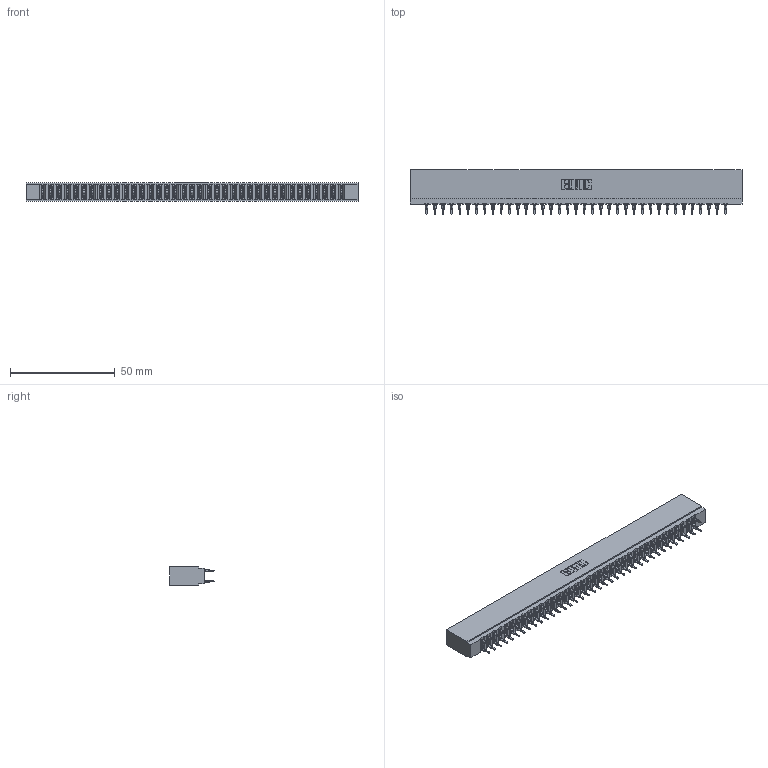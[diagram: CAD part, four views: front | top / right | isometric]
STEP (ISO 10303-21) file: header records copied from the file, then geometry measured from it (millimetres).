
FILE_DESCRIPTION (( 'STEP AP203' ), '1' );
FILE_NAME ('737-074-560-201.STEP', '2020-09-11T07:42:18', ( '' ), ( '' ), 'SwSTEP 2.0', 'SolidWorks 2020', '' );
FILE_SCHEMA (( 'CONFIG_CONTROL_DESIGN' ));
Length unit declared in the file: inch
Products named in the file (3): 737 Part_Insulator Option - 01; 745-292-001_560; 737-074-560-201
Assembly tree (75 placements, depth 2):
  737-074-560-201
    737 Part_Insulator Option - 01
    745-292-001_560  x74
Bounding box: 158.45 x 21.22 x 8.89 mm (x, y, z)
Volume: 15965.8 mm3; surface area: 24409.3 mm2
Topology: 75 solids, 75 shells, 7420 faces, 20309 edges, 12898 vertices
Faces by surface type: plane 3865, cylinder 1631, bspline 1480, torus 444
Entity records: 64490 total; most frequent: CARTESIAN_POINT 11701, ORIENTED_EDGE 11126, DIRECTION 9719, EDGE_CURVE 5563, LINE 5151, VECTOR 5151, VERTEX_POINT 3554, AXIS2_PLACEMENT_3D 2284
